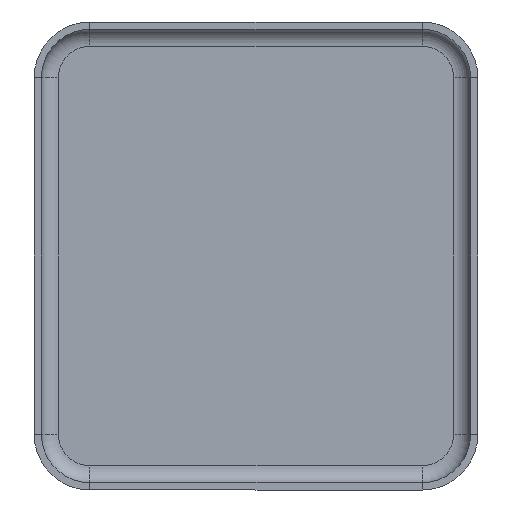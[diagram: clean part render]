
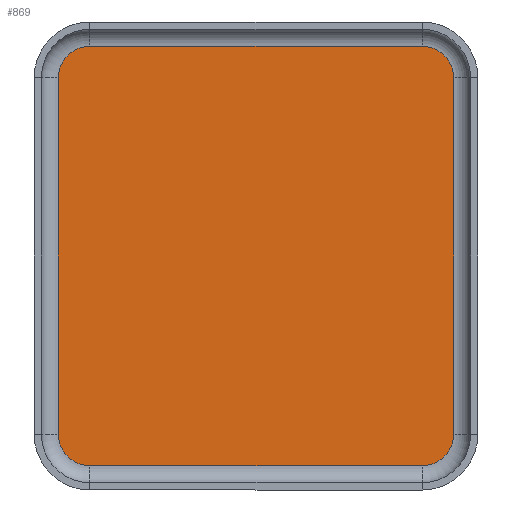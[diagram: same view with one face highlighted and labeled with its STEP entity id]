
A CAD part, front view. The second image highlights one B-rep face of the part: STEP entity #869.
In plain terms, the highlighted planar face has unit normal (0, -1, 0).
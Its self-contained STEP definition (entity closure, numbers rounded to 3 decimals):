
#29 = VERTEX_POINT ( 'NONE', #295 ) ;
#36 = VERTEX_POINT ( 'NONE', #941 ) ;
#58 = AXIS2_PLACEMENT_3D ( 'NONE', #68, #341, #686 ) ;
#63 = DIRECTION ( 'NONE',  ( 0., -1., 0. ) ) ;
#68 = CARTESIAN_POINT ( 'NONE',  ( -6.85, -0.3, 7.35 ) ) ;
#80 = CARTESIAN_POINT ( 'NONE',  ( 6.85, -0.3, -7.35 ) ) ;
#98 = PLANE ( 'NONE',  #119 ) ;
#107 = CIRCLE ( 'NONE', #58, 1.3 ) ;
#119 = AXIS2_PLACEMENT_3D ( 'NONE', #617, #63, #821 ) ;
#138 = LINE ( 'NONE', #752, #1073 ) ;
#143 = EDGE_CURVE ( 'NONE', #429, #638, #276, .T. ) ;
#168 = ORIENTED_EDGE ( 'NONE', *, *, #259, .F. ) ;
#175 = VECTOR ( 'NONE', #528, 1000. ) ;
#188 = CARTESIAN_POINT ( 'NONE',  ( -8.15, -0.3, 7.35 ) ) ;
#242 = CARTESIAN_POINT ( 'NONE',  ( 6.85, -0.3, 8.65 ) ) ;
#250 = DIRECTION ( 'NONE',  ( 0., 1., 0. ) ) ;
#259 = EDGE_CURVE ( 'NONE', #638, #320, #839, .T. ) ;
#267 = DIRECTION ( 'NONE',  ( 0., 1., 0. ) ) ;
#276 = CIRCLE ( 'NONE', #960, 1.3 ) ;
#295 = CARTESIAN_POINT ( 'NONE',  ( -6.85, -0.3, 8.65 ) ) ;
#301 = AXIS2_PLACEMENT_3D ( 'NONE', #789, #250, #859 ) ;
#320 = VERTEX_POINT ( 'NONE', #188 ) ;
#341 = DIRECTION ( 'NONE',  ( 0., 1., 0. ) ) ;
#371 = CARTESIAN_POINT ( 'NONE',  ( 8.15, -0.3, -7.35 ) ) ;
#393 = VERTEX_POINT ( 'NONE', #406 ) ;
#406 = CARTESIAN_POINT ( 'NONE',  ( 8.15, -0.3, 7.35 ) ) ;
#429 = VERTEX_POINT ( 'NONE', #840 ) ;
#486 = VECTOR ( 'NONE', #552, 1000. ) ;
#508 = CIRCLE ( 'NONE', #301, 1.3 ) ;
#520 = EDGE_CURVE ( 'NONE', #36, #429, #138, .T. ) ;
#523 = DIRECTION ( 'NONE',  ( 0., 1., 0. ) ) ;
#528 = DIRECTION ( 'NONE',  ( 1., 0., 0. ) ) ;
#530 = ORIENTED_EDGE ( 'NONE', *, *, #804, .F. ) ;
#544 = DIRECTION ( 'NONE',  ( 0., 0., 1. ) ) ;
#551 = ORIENTED_EDGE ( 'NONE', *, *, #520, .F. ) ;
#552 = DIRECTION ( 'NONE',  ( 0., 0., 1. ) ) ;
#601 = ORIENTED_EDGE ( 'NONE', *, *, #143, .F. ) ;
#617 = CARTESIAN_POINT ( 'NONE',  ( 6.85, -0.3, 7.35 ) ) ;
#629 = LINE ( 'NONE', #1143, #676 ) ;
#638 = VERTEX_POINT ( 'NONE', #691 ) ;
#639 = CARTESIAN_POINT ( 'NONE',  ( -8.15, -0.3, -7.35 ) ) ;
#651 = EDGE_CURVE ( 'NONE', #661, #393, #508, .T. ) ;
#661 = VERTEX_POINT ( 'NONE', #242 ) ;
#673 = ORIENTED_EDGE ( 'NONE', *, *, #651, .F. ) ;
#676 = VECTOR ( 'NONE', #965, 1000. ) ;
#686 = DIRECTION ( 'NONE',  ( 0., 0., 1. ) ) ;
#691 = CARTESIAN_POINT ( 'NONE',  ( -8.15, -0.3, -7.35 ) ) ;
#699 = DIRECTION ( 'NONE',  ( 0., 0., 1. ) ) ;
#705 = ORIENTED_EDGE ( 'NONE', *, *, #1052, .F. ) ;
#732 = ORIENTED_EDGE ( 'NONE', *, *, #1035, .F. ) ;
#752 = CARTESIAN_POINT ( 'NONE',  ( 6.85, -0.3, -8.65 ) ) ;
#789 = CARTESIAN_POINT ( 'NONE',  ( 6.85, -0.3, 7.35 ) ) ;
#804 = EDGE_CURVE ( 'NONE', #320, #29, #107, .T. ) ;
#806 = CARTESIAN_POINT ( 'NONE',  ( -6.85, -0.3, 8.65 ) ) ;
#821 = DIRECTION ( 'NONE',  ( 0., 0., -1. ) ) ;
#834 = LINE ( 'NONE', #806, #175 ) ;
#839 = LINE ( 'NONE', #639, #486 ) ;
#840 = CARTESIAN_POINT ( 'NONE',  ( -6.85, -0.3, -8.65 ) ) ;
#859 = DIRECTION ( 'NONE',  ( 0., 0., 1. ) ) ;
#869 = ADVANCED_FACE ( 'NONE', ( #942 ), #98, .T. ) ;
#891 = AXIS2_PLACEMENT_3D ( 'NONE', #80, #523, #699 ) ;
#897 = CARTESIAN_POINT ( 'NONE',  ( -6.85, -0.3, -7.35 ) ) ;
#941 = CARTESIAN_POINT ( 'NONE',  ( 6.85, -0.3, -8.65 ) ) ;
#942 = FACE_OUTER_BOUND ( 'NONE', #984, .T. ) ;
#948 = DIRECTION ( 'NONE',  ( -1., 0., 0. ) ) ;
#955 = EDGE_CURVE ( 'NONE', #393, #1167, #629, .T. ) ;
#960 = AXIS2_PLACEMENT_3D ( 'NONE', #897, #267, #544 ) ;
#965 = DIRECTION ( 'NONE',  ( 0., 0., -1. ) ) ;
#984 = EDGE_LOOP ( 'NONE', ( #673, #705, #530, #168, #601, #551, #732, #1058 ) ) ;
#1035 = EDGE_CURVE ( 'NONE', #1167, #36, #1146, .T. ) ;
#1052 = EDGE_CURVE ( 'NONE', #29, #661, #834, .T. ) ;
#1058 = ORIENTED_EDGE ( 'NONE', *, *, #955, .F. ) ;
#1073 = VECTOR ( 'NONE', #948, 1000. ) ;
#1143 = CARTESIAN_POINT ( 'NONE',  ( 8.15, -0.3, 7.35 ) ) ;
#1146 = CIRCLE ( 'NONE', #891, 1.3 ) ;
#1167 = VERTEX_POINT ( 'NONE', #371 ) ;
